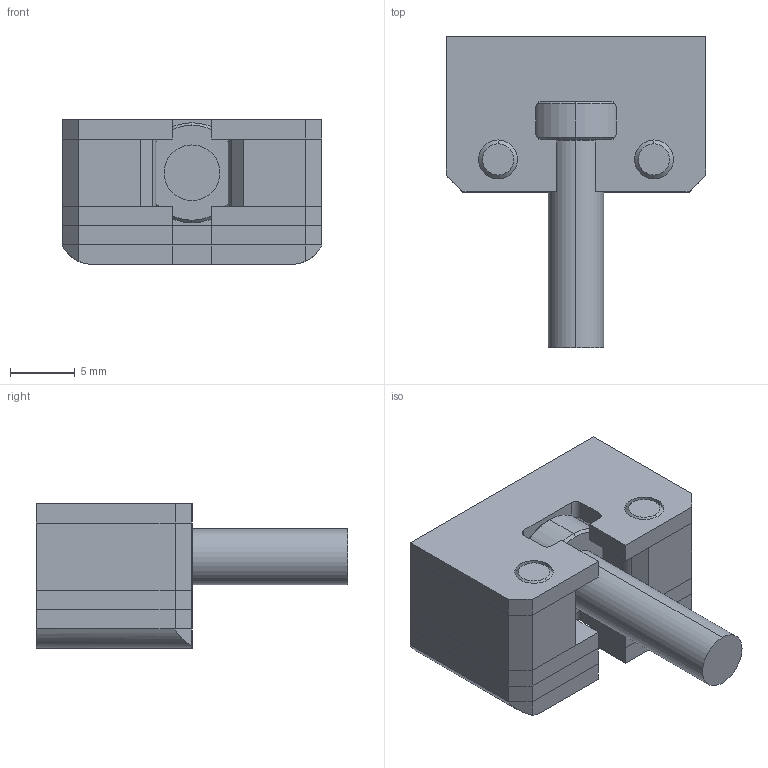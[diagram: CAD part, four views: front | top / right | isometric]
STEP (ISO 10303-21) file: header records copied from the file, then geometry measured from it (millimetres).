
FILE_DESCRIPTION (( 'STEP AP203' ), '1' );
FILE_NAME ('0f60.STEP', '2023-01-11T09:46:03', ( '' ), ( '' ), 'SwSTEP 2.0', 'SolidWorks 2019', '' );
FILE_SCHEMA (( 'CONFIG_CONTROL_DESIGN' ));
Length unit declared in the file: millimetre
Products named in the file (6): Lamela_Radius 35b1f6089c7125fcf1ace360566de0a8; Bolt 35b1f6089c7125fcf1ace360566de0a8; Lamellar_Gas_Vent_ISGL20C 35b1f6089c7125fcf1ace360566de0a8; 0f60; Pin_20 35b1f6089c7125fcf1ace360566de0a8; Lamela 35b1f6089c7125fcf1ace360566de0a8
Assembly tree (7 placements, depth 2):
  0f60
    Lamellar_Gas_Vent_ISGL20C 35b1f6089c7125fcf1ace360566de0a8
    Bolt 35b1f6089c7125fcf1ace360566de0a8
    Lamela 35b1f6089c7125fcf1ace360566de0a8  x2
    Lamela_Radius 35b1f6089c7125fcf1ace360566de0a8
    Pin_20 35b1f6089c7125fcf1ace360566de0a8  x2
Bounding box: 20 x 24 x 11.12 mm (x, y, z)
Volume: 2535.6 mm3; surface area: 3598.7 mm2
Topology: 8 solids, 8 shells, 150 faces, 387 edges, 254 vertices
Faces by surface type: plane 85, cylinder 53, cone 12
Entity records: 4347 total; most frequent: DIRECTION 655, CARTESIAN_POINT 643, ORIENTED_EDGE 614, EDGE_CURVE 307, AXIS2_PLACEMENT_3D 222, VECTOR 211, LINE 211, VERTEX_POINT 202
